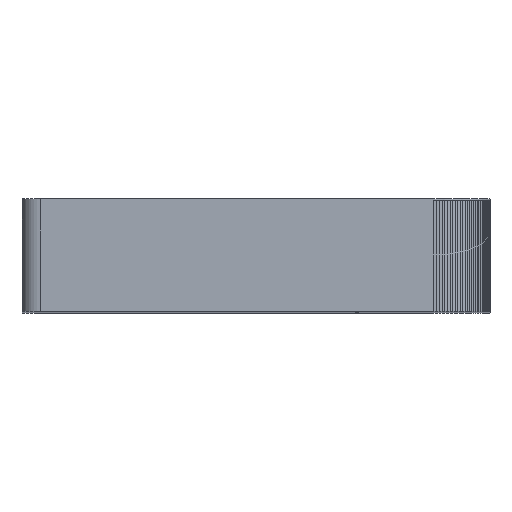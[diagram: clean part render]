
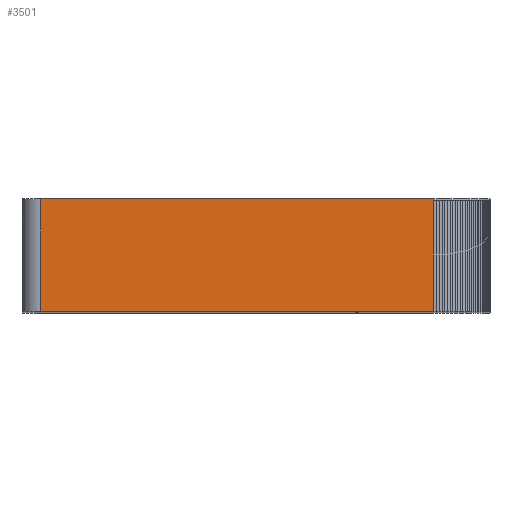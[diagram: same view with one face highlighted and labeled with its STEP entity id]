
A CAD part, top view. The second image highlights one B-rep face of the part: STEP entity #3501.
In plain terms, the highlighted planar face has unit normal (0, 0, 1).
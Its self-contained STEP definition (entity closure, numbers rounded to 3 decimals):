
#3235=CARTESIAN_POINT('',(23.,-39.,14.25));
#3236=VERTEX_POINT('',#3235);
#3244=CARTESIAN_POINT('',(33.5,-39.,14.25));
#3245=VERTEX_POINT('',#3244);
#3246=CARTESIAN_POINT('',(33.5,-39.,14.25));
#3247=DIRECTION('',(-1.,0.,0.));
#3248=VECTOR('',#3247,10.5);
#3249=LINE('',#3246,#3248);
#3250=EDGE_CURVE('',#3245,#3236,#3249,.T.);
#3296=CARTESIAN_POINT('',(33.5,-39.05,14.25));
#3297=VERTEX_POINT('',#3296);
#3319=CARTESIAN_POINT('',(33.5,-42.,14.25));
#3320=VERTEX_POINT('',#3319);
#3321=CARTESIAN_POINT('',(23.,-42.,14.25));
#3322=VERTEX_POINT('',#3321);
#3323=CARTESIAN_POINT('',(33.5,-42.,14.25));
#3324=DIRECTION('',(-1.,-0.,0.));
#3325=VECTOR('',#3324,10.5);
#3326=LINE('',#3323,#3325);
#3327=EDGE_CURVE('',#3320,#3322,#3326,.T.);
#3468=CARTESIAN_POINT('',(33.5,-42.,14.25));
#3469=DIRECTION('',(0.,1.,0.));
#3470=VECTOR('',#3469,2.95);
#3471=LINE('',#3468,#3470);
#3472=EDGE_CURVE('',#3320,#3297,#3471,.T.);
#3479=CARTESIAN_POINT('',(28.,-43.575,14.25));
#3480=DIRECTION('',(0.,0.,-1.));
#3481=DIRECTION('',(-1.,0.,0.));
#3482=AXIS2_PLACEMENT_3D('',#3479,#3480,#3481);
#3483=PLANE('',#3482);
#3484=ORIENTED_EDGE('',*,*,#3250,.T.);
#3485=CARTESIAN_POINT('',(23.,-39.,14.25));
#3486=DIRECTION('',(-0.,-1.,-0.));
#3487=VECTOR('',#3486,3.);
#3488=LINE('',#3485,#3487);
#3489=EDGE_CURVE('',#3236,#3322,#3488,.T.);
#3490=ORIENTED_EDGE('',*,*,#3489,.T.);
#3491=ORIENTED_EDGE('',*,*,#3327,.F.);
#3492=ORIENTED_EDGE('',*,*,#3472,.T.);
#3493=CARTESIAN_POINT('',(33.5,-39.05,14.25));
#3494=DIRECTION('',(-0.,1.,-0.));
#3495=VECTOR('',#3494,0.05);
#3496=LINE('',#3493,#3495);
#3497=EDGE_CURVE('',#3297,#3245,#3496,.T.);
#3498=ORIENTED_EDGE('',*,*,#3497,.T.);
#3499=EDGE_LOOP('',(#3484,#3490,#3491,#3492,#3498));
#3500=FACE_BOUND('',#3499,.T.);
#3501=ADVANCED_FACE('',(#3500),#3483,.F.);
